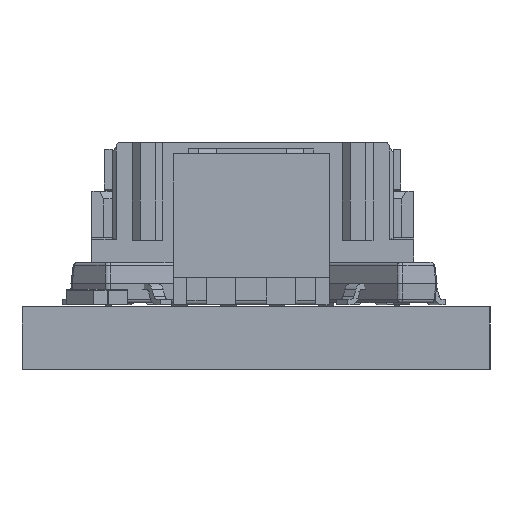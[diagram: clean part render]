
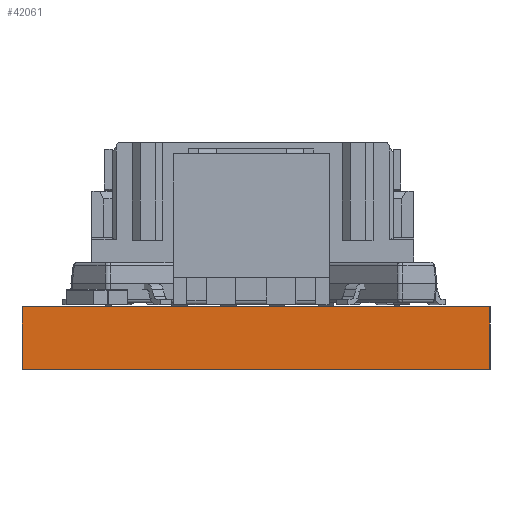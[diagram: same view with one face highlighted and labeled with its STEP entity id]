
A CAD part, left-side view. The second image highlights one B-rep face of the part: STEP entity #42061.
In plain terms, the highlighted planar face has unit normal (-1, 0, 0).
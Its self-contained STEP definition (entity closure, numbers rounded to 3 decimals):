
#41880 = PLANE('',#41881);
#41881 = AXIS2_PLACEMENT_3D('',#41882,#41883,#41884);
#41882 = CARTESIAN_POINT('',(179.36,-93.735,0.));
#41883 = DIRECTION('',(0.,-1.,0.));
#41884 = DIRECTION('',(-1.,0.,0.));
#41905 = VERTEX_POINT('',#41906);
#41906 = CARTESIAN_POINT('',(157.285,-93.735,1.6));
#41920 = PLANE('',#41921);
#41921 = AXIS2_PLACEMENT_3D('',#41922,#41923,#41924);
#41922 = CARTESIAN_POINT('',(168.323,-87.735,1.6));
#41923 = DIRECTION('',(-0.,-0.,-1.));
#41924 = DIRECTION('',(-1.,0.,0.));
#41932 = EDGE_CURVE('',#41933,#41905,#41935,.T.);
#41933 = VERTEX_POINT('',#41934);
#41934 = CARTESIAN_POINT('',(157.285,-93.735,0.));
#41935 = SURFACE_CURVE('',#41936,(#41940,#41947),.PCURVE_S1.);
#41936 = LINE('',#41937,#41938);
#41937 = CARTESIAN_POINT('',(157.285,-93.735,0.));
#41938 = VECTOR('',#41939,1.);
#41939 = DIRECTION('',(0.,0.,1.));
#41940 = PCURVE('',#41880,#41941);
#41941 = DEFINITIONAL_REPRESENTATION('',(#41942),#41946);
#41942 = LINE('',#41943,#41944);
#41943 = CARTESIAN_POINT('',(22.075,0.));
#41944 = VECTOR('',#41945,1.);
#41945 = DIRECTION('',(0.,-1.));
#41946 = ( GEOMETRIC_REPRESENTATION_CONTEXT(2) 
PARAMETRIC_REPRESENTATION_CONTEXT() REPRESENTATION_CONTEXT('2D SPACE',''
  ) );
#41947 = PCURVE('',#41948,#41953);
#41948 = PLANE('',#41949);
#41949 = AXIS2_PLACEMENT_3D('',#41950,#41951,#41952);
#41950 = CARTESIAN_POINT('',(157.285,-93.735,0.));
#41951 = DIRECTION('',(-1.,0.,0.));
#41952 = DIRECTION('',(0.,1.,0.));
#41953 = DEFINITIONAL_REPRESENTATION('',(#41954),#41958);
#41954 = LINE('',#41955,#41956);
#41955 = CARTESIAN_POINT('',(0.,0.));
#41956 = VECTOR('',#41957,1.);
#41957 = DIRECTION('',(0.,-1.));
#41958 = ( GEOMETRIC_REPRESENTATION_CONTEXT(2) 
PARAMETRIC_REPRESENTATION_CONTEXT() REPRESENTATION_CONTEXT('2D SPACE',''
  ) );
#41974 = PLANE('',#41975);
#41975 = AXIS2_PLACEMENT_3D('',#41976,#41977,#41978);
#41976 = CARTESIAN_POINT('',(168.323,-87.735,0.));
#41977 = DIRECTION('',(-0.,-0.,-1.));
#41978 = DIRECTION('',(-1.,0.,0.));
#42007 = PLANE('',#42008);
#42008 = AXIS2_PLACEMENT_3D('',#42009,#42010,#42011);
#42009 = CARTESIAN_POINT('',(157.285,-81.735,0.));
#42010 = DIRECTION('',(0.,1.,0.));
#42011 = DIRECTION('',(1.,0.,0.));
#42061 = ADVANCED_FACE('',(#42062),#41948,.T.);
#42062 = FACE_BOUND('',#42063,.T.);
#42063 = EDGE_LOOP('',(#42064,#42065,#42088,#42111));
#42064 = ORIENTED_EDGE('',*,*,#41932,.T.);
#42065 = ORIENTED_EDGE('',*,*,#42066,.T.);
#42066 = EDGE_CURVE('',#41905,#42067,#42069,.T.);
#42067 = VERTEX_POINT('',#42068);
#42068 = CARTESIAN_POINT('',(157.285,-81.735,1.6));
#42069 = SURFACE_CURVE('',#42070,(#42074,#42081),.PCURVE_S1.);
#42070 = LINE('',#42071,#42072);
#42071 = CARTESIAN_POINT('',(157.285,-93.735,1.6));
#42072 = VECTOR('',#42073,1.);
#42073 = DIRECTION('',(0.,1.,0.));
#42074 = PCURVE('',#41948,#42075);
#42075 = DEFINITIONAL_REPRESENTATION('',(#42076),#42080);
#42076 = LINE('',#42077,#42078);
#42077 = CARTESIAN_POINT('',(0.,-1.6));
#42078 = VECTOR('',#42079,1.);
#42079 = DIRECTION('',(1.,0.));
#42080 = ( GEOMETRIC_REPRESENTATION_CONTEXT(2) 
PARAMETRIC_REPRESENTATION_CONTEXT() REPRESENTATION_CONTEXT('2D SPACE',''
  ) );
#42081 = PCURVE('',#41920,#42082);
#42082 = DEFINITIONAL_REPRESENTATION('',(#42083),#42087);
#42083 = LINE('',#42084,#42085);
#42084 = CARTESIAN_POINT('',(11.038,-6.));
#42085 = VECTOR('',#42086,1.);
#42086 = DIRECTION('',(0.,1.));
#42087 = ( GEOMETRIC_REPRESENTATION_CONTEXT(2) 
PARAMETRIC_REPRESENTATION_CONTEXT() REPRESENTATION_CONTEXT('2D SPACE',''
  ) );
#42088 = ORIENTED_EDGE('',*,*,#42089,.F.);
#42089 = EDGE_CURVE('',#42090,#42067,#42092,.T.);
#42090 = VERTEX_POINT('',#42091);
#42091 = CARTESIAN_POINT('',(157.285,-81.735,0.));
#42092 = SURFACE_CURVE('',#42093,(#42097,#42104),.PCURVE_S1.);
#42093 = LINE('',#42094,#42095);
#42094 = CARTESIAN_POINT('',(157.285,-81.735,0.));
#42095 = VECTOR('',#42096,1.);
#42096 = DIRECTION('',(0.,0.,1.));
#42097 = PCURVE('',#41948,#42098);
#42098 = DEFINITIONAL_REPRESENTATION('',(#42099),#42103);
#42099 = LINE('',#42100,#42101);
#42100 = CARTESIAN_POINT('',(12.,0.));
#42101 = VECTOR('',#42102,1.);
#42102 = DIRECTION('',(0.,-1.));
#42103 = ( GEOMETRIC_REPRESENTATION_CONTEXT(2) 
PARAMETRIC_REPRESENTATION_CONTEXT() REPRESENTATION_CONTEXT('2D SPACE',''
  ) );
#42104 = PCURVE('',#42007,#42105);
#42105 = DEFINITIONAL_REPRESENTATION('',(#42106),#42110);
#42106 = LINE('',#42107,#42108);
#42107 = CARTESIAN_POINT('',(0.,0.));
#42108 = VECTOR('',#42109,1.);
#42109 = DIRECTION('',(0.,-1.));
#42110 = ( GEOMETRIC_REPRESENTATION_CONTEXT(2) 
PARAMETRIC_REPRESENTATION_CONTEXT() REPRESENTATION_CONTEXT('2D SPACE',''
  ) );
#42111 = ORIENTED_EDGE('',*,*,#42112,.F.);
#42112 = EDGE_CURVE('',#41933,#42090,#42113,.T.);
#42113 = SURFACE_CURVE('',#42114,(#42118,#42125),.PCURVE_S1.);
#42114 = LINE('',#42115,#42116);
#42115 = CARTESIAN_POINT('',(157.285,-93.735,0.));
#42116 = VECTOR('',#42117,1.);
#42117 = DIRECTION('',(0.,1.,0.));
#42118 = PCURVE('',#41948,#42119);
#42119 = DEFINITIONAL_REPRESENTATION('',(#42120),#42124);
#42120 = LINE('',#42121,#42122);
#42121 = CARTESIAN_POINT('',(0.,0.));
#42122 = VECTOR('',#42123,1.);
#42123 = DIRECTION('',(1.,0.));
#42124 = ( GEOMETRIC_REPRESENTATION_CONTEXT(2) 
PARAMETRIC_REPRESENTATION_CONTEXT() REPRESENTATION_CONTEXT('2D SPACE',''
  ) );
#42125 = PCURVE('',#41974,#42126);
#42126 = DEFINITIONAL_REPRESENTATION('',(#42127),#42131);
#42127 = LINE('',#42128,#42129);
#42128 = CARTESIAN_POINT('',(11.038,-6.));
#42129 = VECTOR('',#42130,1.);
#42130 = DIRECTION('',(0.,1.));
#42131 = ( GEOMETRIC_REPRESENTATION_CONTEXT(2) 
PARAMETRIC_REPRESENTATION_CONTEXT() REPRESENTATION_CONTEXT('2D SPACE',''
  ) );
